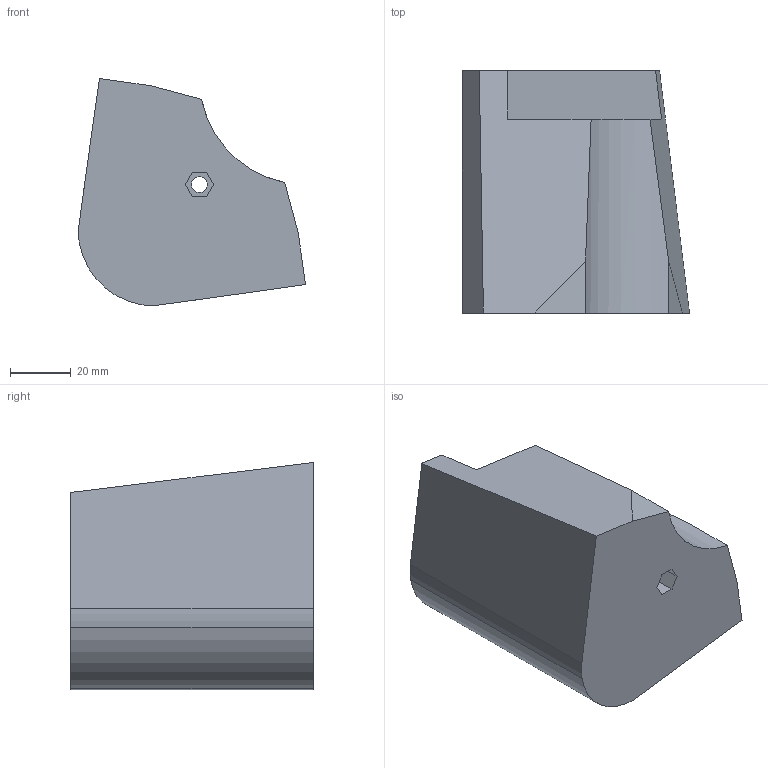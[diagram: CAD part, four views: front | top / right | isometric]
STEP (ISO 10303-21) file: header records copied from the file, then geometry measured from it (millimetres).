
FILE_DESCRIPTION (( 'STEP AP203' ), '1' );
FILE_NAME ('Potes base B_Predeterminado_sldprt.STEP', '2024-02-29T15:20:22', ( '' ), ( '' ), 'SwSTEP 2.0', 'SolidWorks 2022', '' );
FILE_SCHEMA (( 'CONFIG_CONTROL_DESIGN' ));
Length unit declared in the file: millimetre
Products named in the file (1): Potes base B_Predeterminado_sldprt
Bounding box: 74.91 x 80 x 74.91 mm (x, y, z)
Volume: 258369.1 mm3; surface area: 28252.1 mm2
Topology: 1 solids, 1 shells, 24 faces, 63 edges, 42 vertices
Faces by surface type: plane 18, cylinder 6
Entity records: 820 total; most frequent: CARTESIAN_POINT 136, ORIENTED_EDGE 126, DIRECTION 123, EDGE_CURVE 63, VECTOR 49, LINE 49, VERTEX_POINT 42, AXIS2_PLACEMENT_3D 37
